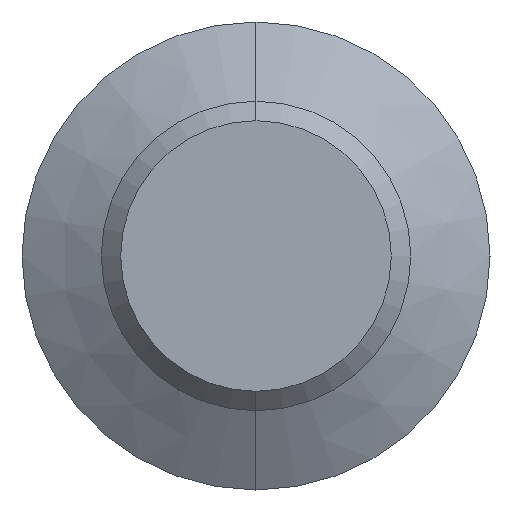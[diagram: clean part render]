
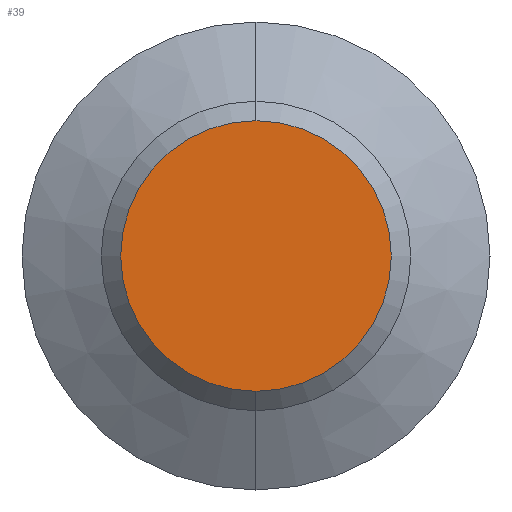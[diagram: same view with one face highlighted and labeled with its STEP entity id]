
A CAD part, left-side view. The second image highlights one B-rep face of the part: STEP entity #39.
In plain terms, the highlighted planar face has unit normal (-1, 0, 0).
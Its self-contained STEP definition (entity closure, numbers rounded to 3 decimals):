
#18 = EDGE_CURVE ( 'NONE', #19, #20, #99, .T. ) ;
#19 = VERTEX_POINT ( 'NONE', #94 ) ;
#20 = VERTEX_POINT ( 'NONE', #93 ) ;
#39 = ADVANCED_FACE ( 'NONE', ( #232 ), #231, .F. ) ;
#40 = EDGE_LOOP ( 'NONE', ( #41, #43 ) ) ;
#41 = ORIENTED_EDGE ( 'NONE', *, *, #42, .T. ) ;
#42 = EDGE_CURVE ( 'NONE', #20, #19, #191, .T. ) ;
#43 = ORIENTED_EDGE ( 'NONE', *, *, #18, .T. ) ;
#93 = CARTESIAN_POINT ( 'NONE',  ( -16., 0., -1.734 ) ) ;
#94 = CARTESIAN_POINT ( 'NONE',  ( -16., 0., 1.734 ) ) ;
#95 = DIRECTION ( 'NONE',  ( 0., 0., -1. ) ) ;
#96 = DIRECTION ( 'NONE',  ( -1., 0., 0. ) ) ;
#97 = CARTESIAN_POINT ( 'NONE',  ( -16., 0., 0. ) ) ;
#98 = AXIS2_PLACEMENT_3D ( 'NONE', #97, #96, #95 ) ;
#99 = CIRCLE ( 'NONE', #98, 1.734 ) ;
#188 = DIRECTION ( 'NONE',  ( -1., 0., 0. ) ) ;
#189 = CARTESIAN_POINT ( 'NONE',  ( -16., 0., 0. ) ) ;
#190 = AXIS2_PLACEMENT_3D ( 'NONE', #189, #188, #224 ) ;
#191 = CIRCLE ( 'NONE', #190, 1.734 ) ;
#224 = DIRECTION ( 'NONE',  ( 0., 0., -1. ) ) ;
#231 = PLANE ( 'NONE',  #234 ) ;
#232 = FACE_OUTER_BOUND ( 'NONE', #40, .T. ) ;
#234 = AXIS2_PLACEMENT_3D ( 'NONE', #239, #238, #237 ) ;
#237 = DIRECTION ( 'NONE',  ( 0., 0., -1. ) ) ;
#238 = DIRECTION ( 'NONE',  ( 1., 0., 0. ) ) ;
#239 = CARTESIAN_POINT ( 'NONE',  ( -16., 1.984, 0. ) ) ;
